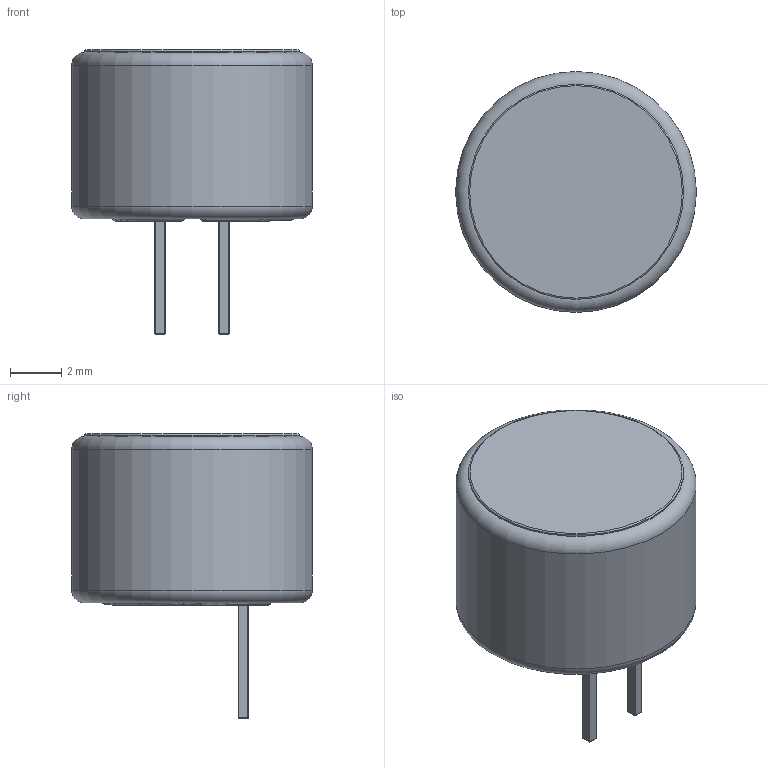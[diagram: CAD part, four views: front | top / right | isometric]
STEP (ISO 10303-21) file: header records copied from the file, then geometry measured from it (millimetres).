
FILE_DESCRIPTION(('for SolidWorks'),'2;1');
FILE_NAME('aom-6545p.step', '2016-08-30T17:52:29',('Serg'),(''),'Open CASCADE STEP processor 6.6', 'DipTrace','Unknown');
FILE_SCHEMA(('AUTOMOTIVE_DESIGN { 1 0 10303 214 1 1 1 1 }'));
Length unit declared in the file: millimetre
Products named in the file (2): ASSEMBLY; aom-6545p
Assembly tree (1 placements, depth 2):
  ASSEMBLY
    aom-6545p
Bounding box: 9.4 x 9.4 x 11.1 mm (x, y, z)
Volume: 451.8 mm3; surface area: 349.5 mm2
Topology: 1 solids, 1 shells, 107 faces, 262 edges, 153 vertices
Faces by surface type: cylinder 48, plane 33, torus 14, sphere 8, revolution 2, bspline 2
Full cylindrical faces by diameter (mm): 8.4 x1, 9.4 x1
Entity records: 6794 total; most frequent: CARTESIAN_POINT 3540, DIRECTION 538, ORIENTED_EDGE 508, EDGE_CURVE 254, AXIS2_PLACEMENT_3D 210, VERTEX_POINT 153, LINE 116, VECTOR 116
